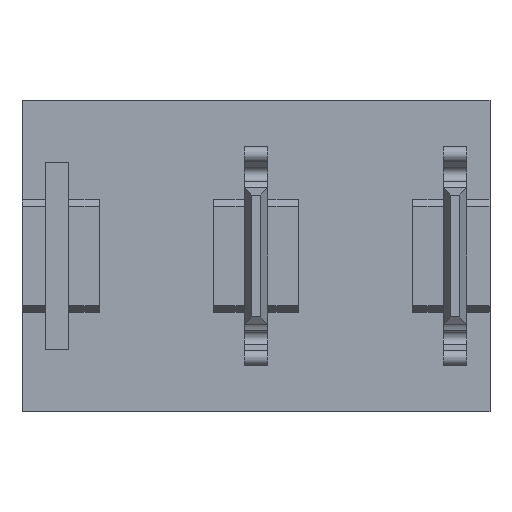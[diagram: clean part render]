
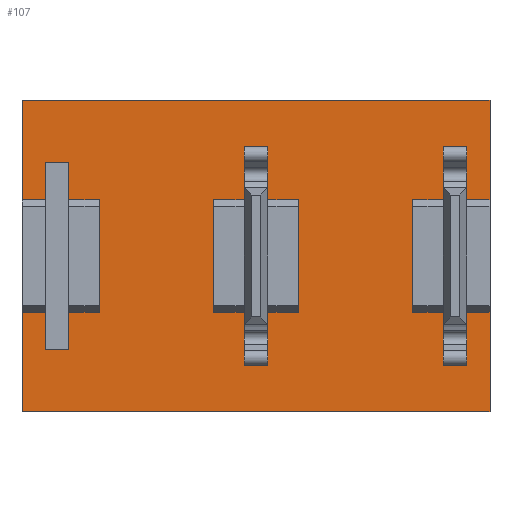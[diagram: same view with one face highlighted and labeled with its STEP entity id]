
A CAD part, front view. The second image highlights one B-rep face of the part: STEP entity #107.
In plain terms, the highlighted planar face has unit normal (0, -1, 0).
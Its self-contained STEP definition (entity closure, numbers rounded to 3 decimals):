
#107=ADVANCED_FACE('',(#535,#537,#539,#541),#543,.F.);
#535=FACE_BOUND('',#536,.T.);
#536=EDGE_LOOP('',(#1407,#1408,#1409,#1410,#1411,#1412,#1413,#1414,#1415,#1416,#1417,
#1418,#1419,#1420,#1421,#1422,#1423,#1424,#1425,#1426));
#537=FACE_BOUND('',#538,.T.);
#538=EDGE_LOOP('',(#1427,#1428,#1429,#1430));
#539=FACE_BOUND('',#540,.T.);
#540=EDGE_LOOP('',(#1431,#1432,#1433,#1434));
#541=FACE_BOUND('',#542,.T.);
#542=EDGE_LOOP('',(#1435,#1436,#1437,#1438));
#543=PLANE('',#544);
#544=AXIS2_PLACEMENT_3D('',#545,#546,#547);
#545=CARTESIAN_POINT('',(0.,-10.808,0.));
#546=DIRECTION('',(0.,1.,0.));
#547=DIRECTION('',(0.,0.,1.));
#1407=ORIENTED_EDGE('',*,*,#2001,.T.);
#1408=ORIENTED_EDGE('',*,*,#1984,.T.);
#1409=ORIENTED_EDGE('',*,*,#2002,.F.);
#1410=ORIENTED_EDGE('',*,*,#2003,.F.);
#1411=ORIENTED_EDGE('',*,*,#2004,.F.);
#1412=ORIENTED_EDGE('',*,*,#2005,.T.);
#1413=ORIENTED_EDGE('',*,*,#2006,.F.);
#1414=ORIENTED_EDGE('',*,*,#2007,.T.);
#1415=ORIENTED_EDGE('',*,*,#2008,.F.);
#1416=ORIENTED_EDGE('',*,*,#2009,.F.);
#1417=ORIENTED_EDGE('',*,*,#2010,.F.);
#1418=ORIENTED_EDGE('',*,*,#1989,.T.);
#1419=ORIENTED_EDGE('',*,*,#2011,.T.);
#1420=ORIENTED_EDGE('',*,*,#1999,.T.);
#1421=ORIENTED_EDGE('',*,*,#2012,.T.);
#1422=ORIENTED_EDGE('',*,*,#1974,.T.);
#1423=ORIENTED_EDGE('',*,*,#2013,.F.);
#1424=ORIENTED_EDGE('',*,*,#1979,.T.);
#1425=ORIENTED_EDGE('',*,*,#2014,.T.);
#1426=ORIENTED_EDGE('',*,*,#1992,.T.);
#1427=ORIENTED_EDGE('',*,*,#2015,.F.);
#1428=ORIENTED_EDGE('',*,*,#2016,.T.);
#1429=ORIENTED_EDGE('',*,*,#2017,.F.);
#1430=ORIENTED_EDGE('',*,*,#2018,.T.);
#1431=ORIENTED_EDGE('',*,*,#2019,.F.);
#1432=ORIENTED_EDGE('',*,*,#2020,.T.);
#1433=ORIENTED_EDGE('',*,*,#2021,.F.);
#1434=ORIENTED_EDGE('',*,*,#2022,.T.);
#1435=ORIENTED_EDGE('',*,*,#2023,.F.);
#1436=ORIENTED_EDGE('',*,*,#2024,.T.);
#1437=ORIENTED_EDGE('',*,*,#2025,.F.);
#1438=ORIENTED_EDGE('',*,*,#2026,.T.);
#1974=EDGE_CURVE('',#2313,#2318,#2320,.T.);
#1979=EDGE_CURVE('',#2328,#2326,#2329,.T.);
#1984=EDGE_CURVE('',#2331,#2336,#2338,.T.);
#1989=EDGE_CURVE('',#2346,#2344,#2347,.T.);
#1992=EDGE_CURVE('',#2352,#2350,#2353,.T.);
#1999=EDGE_CURVE('',#2359,#2364,#2366,.T.);
#2001=EDGE_CURVE('',#2350,#2331,#2369,.T.);
#2002=EDGE_CURVE('',#2370,#2336,#2371,.T.);
#2003=EDGE_CURVE('',#2372,#2370,#2373,.T.);
#2004=EDGE_CURVE('',#2374,#2372,#2375,.T.);
#2005=EDGE_CURVE('',#2374,#2376,#2377,.T.);
#2006=EDGE_CURVE('',#2378,#2376,#2379,.T.);
#2007=EDGE_CURVE('',#2378,#2380,#2381,.T.);
#2008=EDGE_CURVE('',#2382,#2380,#2383,.T.);
#2009=EDGE_CURVE('',#2384,#2382,#2385,.T.);
#2010=EDGE_CURVE('',#2346,#2384,#2386,.T.);
#2011=EDGE_CURVE('',#2344,#2359,#2387,.T.);
#2012=EDGE_CURVE('',#2364,#2313,#2388,.T.);
#2013=EDGE_CURVE('',#2328,#2318,#2389,.T.);
#2014=EDGE_CURVE('',#2326,#2352,#2390,.T.);
#2015=EDGE_CURVE('',#2391,#2392,#2393,.T.);
#2016=EDGE_CURVE('',#2391,#2394,#2395,.T.);
#2017=EDGE_CURVE('',#2396,#2394,#2397,.T.);
#2018=EDGE_CURVE('',#2396,#2392,#2398,.T.);
#2019=EDGE_CURVE('',#2399,#2400,#2401,.T.);
#2020=EDGE_CURVE('',#2399,#2402,#2403,.T.);
#2021=EDGE_CURVE('',#2404,#2402,#2405,.T.);
#2022=EDGE_CURVE('',#2404,#2400,#2406,.T.);
#2023=EDGE_CURVE('',#2407,#2408,#2409,.T.);
#2024=EDGE_CURVE('',#2407,#2410,#2411,.T.);
#2025=EDGE_CURVE('',#2412,#2410,#2413,.T.);
#2026=EDGE_CURVE('',#2412,#2408,#2414,.T.);
#2313=VERTEX_POINT('',#3092);
#2318=VERTEX_POINT('',#3101);
#2320=LINE('',#3105,#3106);
#2326=VERTEX_POINT('',#3119);
#2328=VERTEX_POINT('',#3123);
#2329=LINE('',#3124,#3125);
#2331=VERTEX_POINT('',#3130);
#2336=VERTEX_POINT('',#3139);
#2338=LINE('',#3143,#3144);
#2344=VERTEX_POINT('',#3157);
#2346=VERTEX_POINT('',#3161);
#2347=LINE('',#3162,#3163);
#2350=VERTEX_POINT('',#3169);
#2352=VERTEX_POINT('',#3173);
#2353=LINE('',#3174,#3175);
#2359=VERTEX_POINT('',#3189);
#2364=VERTEX_POINT('',#3198);
#2366=LINE('',#3202,#3203);
#2369=LINE('',#3210,#3211);
#2370=VERTEX_POINT('',#3213);
#2371=LINE('',#3214,#3215);
#2372=VERTEX_POINT('',#3217);
#2373=LINE('',#3218,#3219);
#2374=VERTEX_POINT('',#3221);
#2375=LINE('',#3222,#3223);
#2376=VERTEX_POINT('',#3225);
#2377=LINE('',#3226,#3227);
#2378=VERTEX_POINT('',#3229);
#2379=LINE('',#3230,#3231);
#2380=VERTEX_POINT('',#3233);
#2381=LINE('',#3234,#3235);
#2382=VERTEX_POINT('',#3237);
#2383=LINE('',#3238,#3239);
#2384=VERTEX_POINT('',#3241);
#2385=LINE('',#3242,#3243);
#2386=LINE('',#3245,#3246);
#2387=LINE('',#3248,#3249);
#2388=LINE('',#3251,#3252);
#2389=LINE('',#3254,#3255);
#2390=LINE('',#3257,#3258);
#2391=VERTEX_POINT('',#3260);
#2392=VERTEX_POINT('',#3261);
#2393=LINE('',#3262,#3263);
#2394=VERTEX_POINT('',#3265);
#2395=LINE('',#3266,#3267);
#2396=VERTEX_POINT('',#3269);
#2397=LINE('',#3270,#3271);
#2398=LINE('',#3273,#3274);
#2399=VERTEX_POINT('',#3276);
#2400=VERTEX_POINT('',#3277);
#2401=LINE('',#3278,#3279);
#2402=VERTEX_POINT('',#3281);
#2403=LINE('',#3282,#3283);
#2404=VERTEX_POINT('',#3285);
#2405=LINE('',#3286,#3287);
#2406=LINE('',#3289,#3290);
#2407=VERTEX_POINT('',#3292);
#2408=VERTEX_POINT('',#3293);
#2409=LINE('',#3294,#3295);
#2410=VERTEX_POINT('',#3297);
#2411=LINE('',#3298,#3299);
#2412=VERTEX_POINT('',#3301);
#2413=LINE('',#3302,#3303);
#2414=LINE('',#3305,#3306);
#3092=CARTESIAN_POINT('',(18.577,-10.808,-9.388));
#3101=CARTESIAN_POINT('',(17.774,-10.808,-9.388));
#3105=CARTESIAN_POINT('',(18.577,-10.808,-9.388));
#3106=VECTOR('',#3107,1.);
#3107=DIRECTION('',(-1.,0.,0.));
#3119=CARTESIAN_POINT('',(18.577,-10.808,-5.471));
#3123=CARTESIAN_POINT('',(17.774,-10.808,-5.471));
#3124=CARTESIAN_POINT('',(17.774,-10.808,-5.471));
#3125=VECTOR('',#3126,1.);
#3126=DIRECTION('',(1.,0.,0.));
#3130=CARTESIAN_POINT('',(2.251,-10.808,-5.471));
#3139=CARTESIAN_POINT('',(3.054,-10.808,-5.471));
#3143=CARTESIAN_POINT('',(2.251,-10.808,-5.471));
#3144=VECTOR('',#3145,1.);
#3145=DIRECTION('',(1.,0.,0.));
#3157=CARTESIAN_POINT('',(2.251,-10.808,-9.388));
#3161=CARTESIAN_POINT('',(3.054,-10.808,-9.388));
#3162=CARTESIAN_POINT('',(3.054,-10.808,-9.388));
#3163=VECTOR('',#3164,1.);
#3164=DIRECTION('',(-1.,0.,0.));
#3169=CARTESIAN_POINT('',(2.251,-10.808,-2.));
#3173=CARTESIAN_POINT('',(18.577,-10.808,-2.));
#3174=CARTESIAN_POINT('',(18.577,-10.808,-2.));
#3175=VECTOR('',#3176,1.);
#3176=DIRECTION('',(-1.,0.,0.));
#3189=CARTESIAN_POINT('',(2.251,-10.808,-12.859));
#3198=CARTESIAN_POINT('',(18.577,-10.808,-12.859));
#3202=CARTESIAN_POINT('',(2.251,-10.808,-12.859));
#3203=VECTOR('',#3204,1.);
#3204=DIRECTION('',(1.,0.,0.));
#3210=CARTESIAN_POINT('',(2.251,-10.808,-2.));
#3211=VECTOR('',#3212,1.);
#3212=DIRECTION('',(0.,0.,-1.));
#3213=CARTESIAN_POINT('',(3.054,-10.808,-4.172));
#3214=CARTESIAN_POINT('',(3.054,-10.808,-4.172));
#3215=VECTOR('',#3216,1.);
#3216=DIRECTION('',(0.,0.,-1.));
#3217=CARTESIAN_POINT('',(3.88,-10.808,-4.172));
#3218=CARTESIAN_POINT('',(3.88,-10.808,-4.172));
#3219=VECTOR('',#3220,1.);
#3220=DIRECTION('',(-1.,0.,0.));
#3221=CARTESIAN_POINT('',(3.88,-10.808,-5.471));
#3222=CARTESIAN_POINT('',(3.88,-10.808,-5.471));
#3223=VECTOR('',#3224,1.);
#3224=DIRECTION('',(0.,0.,1.));
#3225=CARTESIAN_POINT('',(4.947,-10.808,-5.471));
#3226=CARTESIAN_POINT('',(3.88,-10.808,-5.471));
#3227=VECTOR('',#3228,1.);
#3228=DIRECTION('',(1.,0.,0.));
#3229=CARTESIAN_POINT('',(4.947,-10.808,-9.388));
#3230=CARTESIAN_POINT('',(4.947,-10.808,-9.388));
#3231=VECTOR('',#3232,1.);
#3232=DIRECTION('',(0.,0.,1.));
#3233=CARTESIAN_POINT('',(3.88,-10.808,-9.388));
#3234=CARTESIAN_POINT('',(4.947,-10.808,-9.388));
#3235=VECTOR('',#3236,1.);
#3236=DIRECTION('',(-1.,0.,0.));
#3237=CARTESIAN_POINT('',(3.88,-10.808,-10.687));
#3238=CARTESIAN_POINT('',(3.88,-10.808,-10.687));
#3239=VECTOR('',#3240,1.);
#3240=DIRECTION('',(0.,0.,1.));
#3241=CARTESIAN_POINT('',(3.054,-10.808,-10.687));
#3242=CARTESIAN_POINT('',(3.054,-10.808,-10.687));
#3243=VECTOR('',#3244,1.);
#3244=DIRECTION('',(1.,0.,0.));
#3245=CARTESIAN_POINT('',(3.054,-10.808,-9.388));
#3246=VECTOR('',#3247,1.);
#3247=DIRECTION('',(0.,0.,-1.));
#3248=CARTESIAN_POINT('',(2.251,-10.808,-9.388));
#3249=VECTOR('',#3250,1.);
#3250=DIRECTION('',(0.,0.,-1.));
#3251=CARTESIAN_POINT('',(18.577,-10.808,-12.859));
#3252=VECTOR('',#3253,1.);
#3253=DIRECTION('',(0.,0.,1.));
#3254=CARTESIAN_POINT('',(17.774,-10.808,-5.471));
#3255=VECTOR('',#3256,1.);
#3256=DIRECTION('',(0.,0.,-1.));
#3257=CARTESIAN_POINT('',(18.577,-10.808,-5.471));
#3258=VECTOR('',#3259,1.);
#3259=DIRECTION('',(0.,0.,1.));
#3260=CARTESIAN_POINT('',(8.934,-10.808,-5.471));
#3261=CARTESIAN_POINT('',(8.934,-10.808,-9.388));
#3262=CARTESIAN_POINT('',(8.934,-10.808,-5.471));
#3263=VECTOR('',#3264,1.);
#3264=DIRECTION('',(0.,0.,-1.));
#3265=CARTESIAN_POINT('',(10.001,-10.808,-5.471));
#3266=CARTESIAN_POINT('',(8.934,-10.808,-5.471));
#3267=VECTOR('',#3268,1.);
#3268=DIRECTION('',(1.,0.,0.));
#3269=CARTESIAN_POINT('',(10.001,-10.808,-9.388));
#3270=CARTESIAN_POINT('',(10.001,-10.808,-9.388));
#3271=VECTOR('',#3272,1.);
#3272=DIRECTION('',(0.,0.,1.));
#3273=CARTESIAN_POINT('',(10.001,-10.808,-9.388));
#3274=VECTOR('',#3275,1.);
#3275=DIRECTION('',(-1.,0.,0.));
#3276=CARTESIAN_POINT('',(15.881,-10.808,-5.471));
#3277=CARTESIAN_POINT('',(15.881,-10.808,-9.388));
#3278=CARTESIAN_POINT('',(15.881,-10.808,-5.471));
#3279=VECTOR('',#3280,1.);
#3280=DIRECTION('',(0.,0.,-1.));
#3281=CARTESIAN_POINT('',(16.948,-10.808,-5.471));
#3282=CARTESIAN_POINT('',(15.881,-10.808,-5.471));
#3283=VECTOR('',#3284,1.);
#3284=DIRECTION('',(1.,0.,0.));
#3285=CARTESIAN_POINT('',(16.948,-10.808,-9.388));
#3286=CARTESIAN_POINT('',(16.948,-10.808,-9.388));
#3287=VECTOR('',#3288,1.);
#3288=DIRECTION('',(0.,0.,1.));
#3289=CARTESIAN_POINT('',(16.948,-10.808,-9.388));
#3290=VECTOR('',#3291,1.);
#3291=DIRECTION('',(-1.,0.,0.));
#3292=CARTESIAN_POINT('',(10.827,-10.808,-5.471));
#3293=CARTESIAN_POINT('',(10.827,-10.808,-9.388));
#3294=CARTESIAN_POINT('',(10.827,-10.808,-5.471));
#3295=VECTOR('',#3296,1.);
#3296=DIRECTION('',(0.,0.,-1.));
#3297=CARTESIAN_POINT('',(11.894,-10.808,-5.471));
#3298=CARTESIAN_POINT('',(10.827,-10.808,-5.471));
#3299=VECTOR('',#3300,1.);
#3300=DIRECTION('',(1.,0.,0.));
#3301=CARTESIAN_POINT('',(11.894,-10.808,-9.388));
#3302=CARTESIAN_POINT('',(11.894,-10.808,-9.388));
#3303=VECTOR('',#3304,1.);
#3304=DIRECTION('',(0.,0.,1.));
#3305=CARTESIAN_POINT('',(11.894,-10.808,-9.388));
#3306=VECTOR('',#3307,1.);
#3307=DIRECTION('',(-1.,0.,0.));
